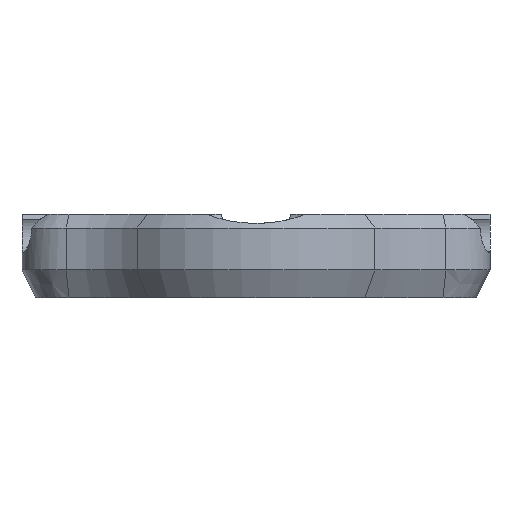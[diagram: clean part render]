
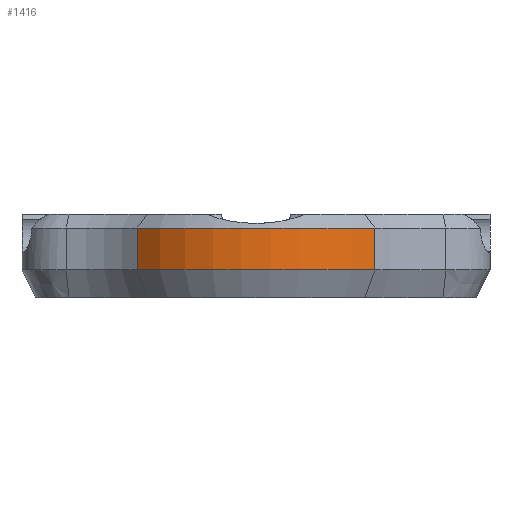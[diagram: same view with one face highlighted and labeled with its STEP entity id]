
A CAD part, front view. The second image highlights one B-rep face of the part: STEP entity #1416.
In plain terms, the highlighted cylindrical face has radius 12.024 mm (diameter 24.048 mm), a partial arc.
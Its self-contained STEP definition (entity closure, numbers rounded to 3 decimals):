
#97=CIRCLE('',#1467,12.024);
#130=CIRCLE('',#1529,12.024);
#156=CYLINDRICAL_SURFACE('',#1580,12.024);
#233=FACE_OUTER_BOUND('',#316,.T.);
#316=EDGE_LOOP('',(#1288,#1289,#1290,#1291));
#422=LINE('',#2678,#527);
#423=LINE('',#2680,#528);
#527=VECTOR('',#2004,10.);
#528=VECTOR('',#2007,10.);
#587=VERTEX_POINT('',#2293);
#588=VERTEX_POINT('',#2295);
#631=VERTEX_POINT('',#2472);
#635=VERTEX_POINT('',#2485);
#735=EDGE_CURVE('',#587,#588,#97,.T.);
#807=EDGE_CURVE('',#635,#631,#130,.T.);
#880=EDGE_CURVE('',#635,#588,#422,.T.);
#881=EDGE_CURVE('',#631,#587,#423,.T.);
#1288=ORIENTED_EDGE('',*,*,#735,.F.);
#1289=ORIENTED_EDGE('',*,*,#881,.F.);
#1290=ORIENTED_EDGE('',*,*,#807,.F.);
#1291=ORIENTED_EDGE('',*,*,#880,.T.);
#1416=ADVANCED_FACE('',(#233),#156,.T.);
#1467=AXIS2_PLACEMENT_3D('',#2296,#1696,#1697);
#1529=AXIS2_PLACEMENT_3D('',#2487,#1848,#1849);
#1580=AXIS2_PLACEMENT_3D('',#2679,#2005,#2006);
#1696=DIRECTION('center_axis',(0.,0.,1.));
#1697=DIRECTION('ref_axis',(0.707,-0.707,0.));
#1848=DIRECTION('center_axis',(0.,0.,-1.));
#1849=DIRECTION('ref_axis',(0.707,-0.707,0.));
#2004=DIRECTION('',(0.,0.,1.));
#2005=DIRECTION('center_axis',(0.,0.,1.));
#2006=DIRECTION('ref_axis',(0.707,-0.707,0.));
#2007=DIRECTION('',(0.,0.,1.));
#2293=CARTESIAN_POINT('',(-8.502,-8.502,-5.5));
#2295=CARTESIAN_POINT('',(8.502,-8.502,-5.5));
#2296=CARTESIAN_POINT('Origin',(0.,0.,-5.5));
#2472=CARTESIAN_POINT('',(-8.502,-8.502,-8.5));
#2485=CARTESIAN_POINT('',(8.502,-8.502,-8.5));
#2487=CARTESIAN_POINT('Origin',(0.,0.,-8.5));
#2678=CARTESIAN_POINT('',(8.502,-8.502,-10.5));
#2679=CARTESIAN_POINT('Origin',(0.,0.,-10.5));
#2680=CARTESIAN_POINT('',(-8.502,-8.502,-10.5));
